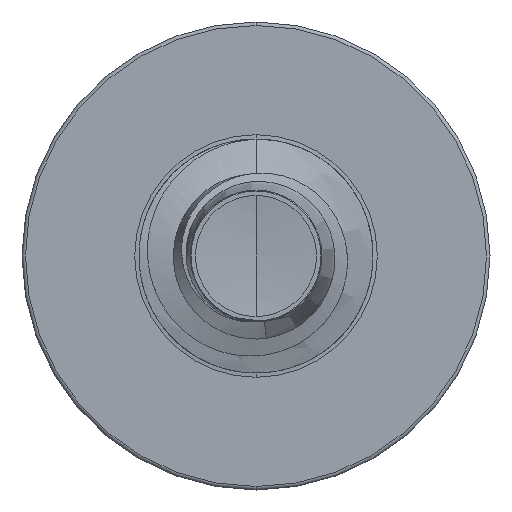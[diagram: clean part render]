
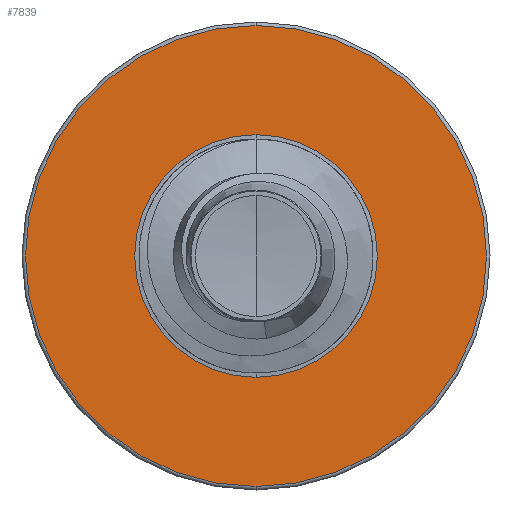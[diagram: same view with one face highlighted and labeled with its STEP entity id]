
A CAD part, front view. The second image highlights one B-rep face of the part: STEP entity #7839.
In plain terms, the highlighted planar face has unit normal (0, -1, 0).
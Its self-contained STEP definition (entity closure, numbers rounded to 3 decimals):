
#1307 = AXIS2_PLACEMENT_3D ( 'NONE', #12445, #12398, #12390 ) ;
#1342 = AXIS2_PLACEMENT_3D ( 'NONE', #6175, #6116, #6107 ) ;
#1728 = CIRCLE ( 'NONE', #11170, 2.462 ) ;
#3103 = EDGE_LOOP ( 'NONE', ( #3964, #8509 ) ) ;
#3964 = ORIENTED_EDGE ( 'NONE', *, *, #15552, .F. ) ;
#4354 = CIRCLE ( 'NONE', #13531, 1.296 ) ;
#4535 = ORIENTED_EDGE ( 'NONE', *, *, #14913, .T. ) ;
#4683 = AXIS2_PLACEMENT_3D ( 'NONE', #17444, #17441, #17438 ) ;
#6107 = DIRECTION ( 'NONE',  ( 0., 0., 1. ) ) ;
#6116 = DIRECTION ( 'NONE',  ( 0., 1., 0. ) ) ;
#6175 = CARTESIAN_POINT ( 'NONE',  ( 0., 9., -1.296 ) ) ;
#6271 = PLANE ( 'NONE',  #1342 ) ;
#6400 = CARTESIAN_POINT ( 'NONE',  ( 0., 9., 2.463 ) ) ;
#7821 = VERTEX_POINT ( 'NONE', #6400 ) ;
#7839 = ADVANCED_FACE ( 'NONE', ( #12113, #14733 ), #6271, .F. ) ;
#7922 = CARTESIAN_POINT ( 'NONE',  ( 0., 9., 1.296 ) ) ;
#8509 = ORIENTED_EDGE ( 'NONE', *, *, #17354, .F. ) ;
#9344 = CARTESIAN_POINT ( 'NONE',  ( 0., 9., -2.462 ) ) ;
#9368 = VERTEX_POINT ( 'NONE', #9344 ) ;
#10304 = CIRCLE ( 'NONE', #4683, 2.462 ) ;
#10393 = VERTEX_POINT ( 'NONE', #7922 ) ;
#11076 = DIRECTION ( 'NONE',  ( 0., 0., 1. ) ) ;
#11092 = DIRECTION ( 'NONE',  ( 0., 1., 0. ) ) ;
#11114 = CARTESIAN_POINT ( 'NONE',  ( 0., 9., 0. ) ) ;
#11170 = AXIS2_PLACEMENT_3D ( 'NONE', #15871, #15866, #15853 ) ;
#12113 = FACE_OUTER_BOUND ( 'NONE', #3103, .T. ) ;
#12390 = DIRECTION ( 'NONE',  ( 0., 0., 1. ) ) ;
#12398 = DIRECTION ( 'NONE',  ( 0., 1., 0. ) ) ;
#12445 = CARTESIAN_POINT ( 'NONE',  ( 0., 9., 0. ) ) ;
#12640 = EDGE_LOOP ( 'NONE', ( #15170, #4535 ) ) ;
#13531 = AXIS2_PLACEMENT_3D ( 'NONE', #11114, #11092, #11076 ) ;
#14733 = FACE_BOUND ( 'NONE', #12640, .T. ) ;
#14913 = EDGE_CURVE ( 'NONE', #17401, #10393, #16372, .T. ) ;
#15170 = ORIENTED_EDGE ( 'NONE', *, *, #15707, .T. ) ;
#15552 = EDGE_CURVE ( 'NONE', #7821, #9368, #10304, .T. ) ;
#15707 = EDGE_CURVE ( 'NONE', #10393, #17401, #4354, .T. ) ;
#15770 = CARTESIAN_POINT ( 'NONE',  ( 0., 9., -1.296 ) ) ;
#15853 = DIRECTION ( 'NONE',  ( 0., 0., 1. ) ) ;
#15866 = DIRECTION ( 'NONE',  ( 0., 1., 0. ) ) ;
#15871 = CARTESIAN_POINT ( 'NONE',  ( 0., 9., 0. ) ) ;
#16372 = CIRCLE ( 'NONE', #1307, 1.296 ) ;
#17354 = EDGE_CURVE ( 'NONE', #9368, #7821, #1728, .T. ) ;
#17401 = VERTEX_POINT ( 'NONE', #15770 ) ;
#17438 = DIRECTION ( 'NONE',  ( 0., 0., 1. ) ) ;
#17441 = DIRECTION ( 'NONE',  ( 0., 1., 0. ) ) ;
#17444 = CARTESIAN_POINT ( 'NONE',  ( 0., 9., 0. ) ) ;
